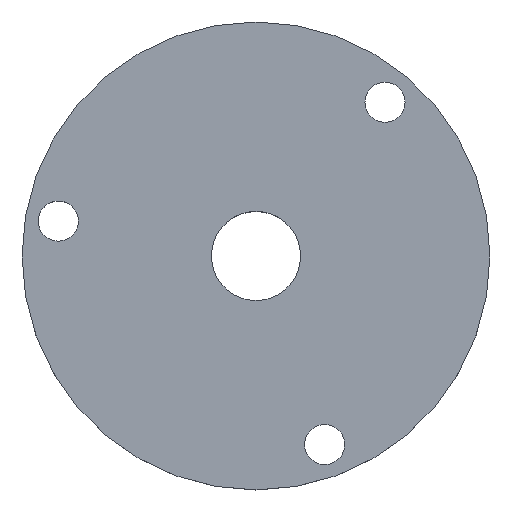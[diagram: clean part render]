
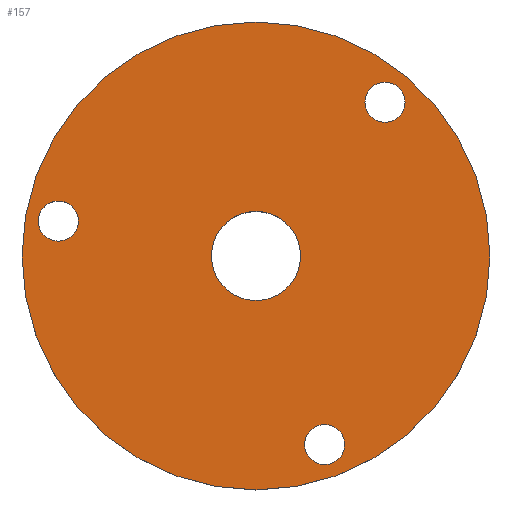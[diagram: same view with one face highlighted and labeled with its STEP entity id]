
A CAD part, top view. The second image highlights one B-rep face of the part: STEP entity #157.
In plain terms, the highlighted planar face has unit normal (0, 0, 1).
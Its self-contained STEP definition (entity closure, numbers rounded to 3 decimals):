
#16=FACE_BOUND('',#45,.T.);
#17=FACE_BOUND('',#46,.T.);
#18=FACE_BOUND('',#47,.T.);
#19=FACE_BOUND('',#48,.T.);
#25=PLANE('',#192);
#34=FACE_OUTER_BOUND('',#44,.T.);
#44=EDGE_LOOP('',(#134));
#45=EDGE_LOOP('',(#135));
#46=EDGE_LOOP('',(#136));
#47=EDGE_LOOP('',(#137));
#48=EDGE_LOOP('',(#138));
#69=CIRCLE('',#179,4.5);
#71=CIRCLE('',#182,4.5);
#73=CIRCLE('',#185,10.);
#74=CIRCLE('',#187,4.5);
#76=CIRCLE('',#190,52.5);
#81=VERTEX_POINT('',#255);
#83=VERTEX_POINT('',#261);
#85=VERTEX_POINT('',#267);
#86=VERTEX_POINT('',#271);
#88=VERTEX_POINT('',#277);
#94=EDGE_CURVE('',#81,#81,#69,.T.);
#97=EDGE_CURVE('',#83,#83,#71,.T.);
#100=EDGE_CURVE('',#85,#85,#73,.T.);
#102=EDGE_CURVE('',#86,#86,#74,.T.);
#105=EDGE_CURVE('',#88,#88,#76,.T.);
#134=ORIENTED_EDGE('',*,*,#105,.T.);
#135=ORIENTED_EDGE('',*,*,#102,.T.);
#136=ORIENTED_EDGE('',*,*,#100,.T.);
#137=ORIENTED_EDGE('',*,*,#97,.T.);
#138=ORIENTED_EDGE('',*,*,#94,.T.);
#157=ADVANCED_FACE('',(#34,#16,#17,#18,#19),#25,.T.);
#179=AXIS2_PLACEMENT_3D('',#256,#209,#210);
#182=AXIS2_PLACEMENT_3D('',#262,#216,#217);
#185=AXIS2_PLACEMENT_3D('',#268,#223,#224);
#187=AXIS2_PLACEMENT_3D('',#272,#228,#229);
#190=AXIS2_PLACEMENT_3D('',#278,#235,#236);
#192=AXIS2_PLACEMENT_3D('',#282,#240,#241);
#209=DIRECTION('center_axis',(0.,0.,-1.));
#210=DIRECTION('ref_axis',(1.,0.,0.));
#216=DIRECTION('center_axis',(0.,0.,-1.));
#217=DIRECTION('ref_axis',(1.,0.,0.));
#223=DIRECTION('center_axis',(0.,0.,-1.));
#224=DIRECTION('ref_axis',(1.,0.,0.));
#228=DIRECTION('center_axis',(0.,0.,-1.));
#229=DIRECTION('ref_axis',(1.,0.,0.));
#235=DIRECTION('center_axis',(0.,0.,1.));
#236=DIRECTION('ref_axis',(1.,0.,0.));
#240=DIRECTION('center_axis',(0.,0.,1.));
#241=DIRECTION('ref_axis',(1.,0.,0.));
#255=CARTESIAN_POINT('',(-48.849,7.821,7.));
#256=CARTESIAN_POINT('Origin',(-44.349,7.821,7.));
#261=CARTESIAN_POINT('',(24.448,34.497,7.));
#262=CARTESIAN_POINT('Origin',(28.948,34.497,7.));
#267=CARTESIAN_POINT('',(-10.,0.,7.));
#268=CARTESIAN_POINT('Origin',(0.,0.,7.));
#271=CARTESIAN_POINT('',(10.902,-42.317,7.));
#272=CARTESIAN_POINT('Origin',(15.402,-42.317,7.));
#277=CARTESIAN_POINT('',(-52.5,0.,7.));
#278=CARTESIAN_POINT('Origin',(0.,0.,7.));
#282=CARTESIAN_POINT('Origin',(0.,0.,7.));
